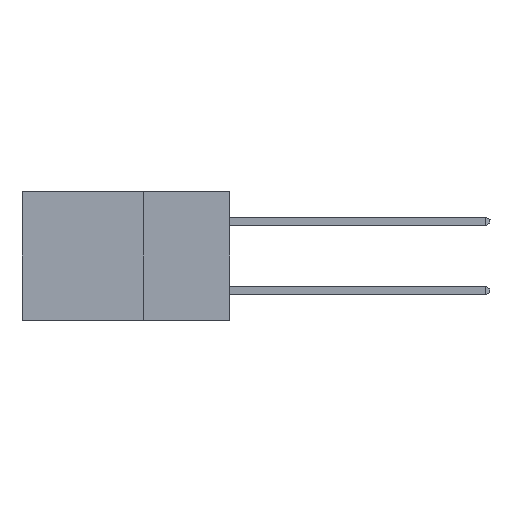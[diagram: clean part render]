
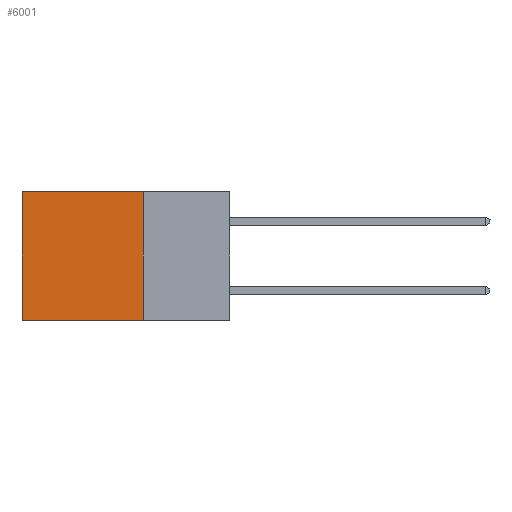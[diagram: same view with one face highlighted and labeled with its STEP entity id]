
A CAD part, left-side view. The second image highlights one B-rep face of the part: STEP entity #6001.
In plain terms, the highlighted planar face has unit normal (-1, 0, 0).
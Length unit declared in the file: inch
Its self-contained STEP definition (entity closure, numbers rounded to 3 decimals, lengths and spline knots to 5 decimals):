
#199 = EDGE_LOOP ( 'NONE', ( #2006, #5428, #1081, #12706 ) ) ;
#296 = VERTEX_POINT ( 'NONE', #8229 ) ;
#1081 = ORIENTED_EDGE ( 'NONE', *, *, #3686, .F. ) ;
#1262 = VECTOR ( 'NONE', #3417, 39.37008 ) ;
#1676 = VECTOR ( 'NONE', #8876, 39.37008 ) ;
#1725 = CARTESIAN_POINT ( 'NONE',  ( 0.298, 0.6, 0. ) ) ;
#2006 = ORIENTED_EDGE ( 'NONE', *, *, #12302, .T. ) ;
#2042 = LINE ( 'NONE', #7508, #1676 ) ;
#2160 = PLANE ( 'NONE',  #8367 ) ;
#2207 = CARTESIAN_POINT ( 'NONE',  ( 0.298, 0.25, 0. ) ) ;
#2666 = VERTEX_POINT ( 'NONE', #6245 ) ;
#2985 = VECTOR ( 'NONE', #4225, 39.37008 ) ;
#3169 = VECTOR ( 'NONE', #7415, 39.37008 ) ;
#3267 = CARTESIAN_POINT ( 'NONE',  ( 0.298, 0.6, -0.37 ) ) ;
#3417 = DIRECTION ( 'NONE',  ( 0., 1., 0. ) ) ;
#3623 = FACE_OUTER_BOUND ( 'NONE', #199, .T. ) ;
#3686 = EDGE_CURVE ( 'NONE', #8180, #296, #9925, .T. ) ;
#4225 = DIRECTION ( 'NONE',  ( 0., 0., -1. ) ) ;
#4257 = LINE ( 'NONE', #9999, #1262 ) ;
#5381 = DIRECTION ( 'NONE',  ( 1., 0., 0. ) ) ;
#5428 = ORIENTED_EDGE ( 'NONE', *, *, #14216, .F. ) ;
#6001 = ADVANCED_FACE ( 'NONE', ( #3623 ), #2160, .F. ) ;
#6245 = CARTESIAN_POINT ( 'NONE',  ( 0.298, 0.6, 0. ) ) ;
#7415 = DIRECTION ( 'NONE',  ( 0., 0., -1. ) ) ;
#7508 = CARTESIAN_POINT ( 'NONE',  ( 0.298, 0.25, -0.37 ) ) ;
#8180 = VERTEX_POINT ( 'NONE', #13416 ) ;
#8229 = CARTESIAN_POINT ( 'NONE',  ( 0.298, 0.25, -0.37 ) ) ;
#8367 = AXIS2_PLACEMENT_3D ( 'NONE', #2207, #5381, #11085 ) ;
#8876 = DIRECTION ( 'NONE',  ( 0., 1., 0. ) ) ;
#9569 = LINE ( 'NONE', #1725, #2985 ) ;
#9925 = LINE ( 'NONE', #14051, #3169 ) ;
#9999 = CARTESIAN_POINT ( 'NONE',  ( 0.298, 0.25, 0. ) ) ;
#10049 = VERTEX_POINT ( 'NONE', #3267 ) ;
#10182 = EDGE_CURVE ( 'NONE', #8180, #2666, #4257, .T. ) ;
#11085 = DIRECTION ( 'NONE',  ( 0., 0., -1. ) ) ;
#12302 = EDGE_CURVE ( 'NONE', #2666, #10049, #9569, .T. ) ;
#12706 = ORIENTED_EDGE ( 'NONE', *, *, #10182, .T. ) ;
#13416 = CARTESIAN_POINT ( 'NONE',  ( 0.298, 0.25, 0. ) ) ;
#14051 = CARTESIAN_POINT ( 'NONE',  ( 0.298, 0.25, 0. ) ) ;
#14216 = EDGE_CURVE ( 'NONE', #296, #10049, #2042, .T. ) ;
